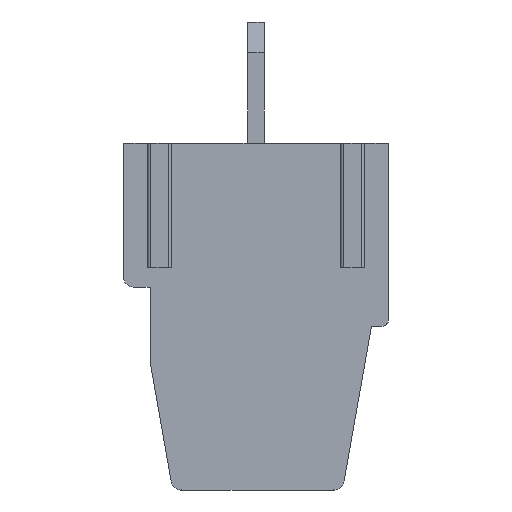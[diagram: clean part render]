
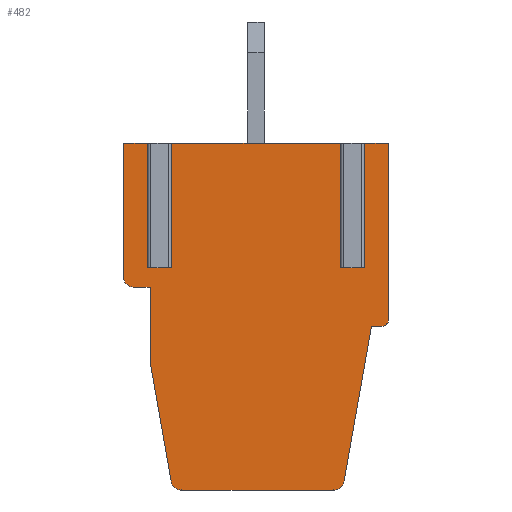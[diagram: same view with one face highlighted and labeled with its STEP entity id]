
A CAD part, front view. The second image highlights one B-rep face of the part: STEP entity #482.
In plain terms, the highlighted planar face has unit normal (0, -1, 0).
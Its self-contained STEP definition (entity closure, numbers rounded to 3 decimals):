
#482 = ADVANCED_FACE( '', ( #1336 ), #1337, .F. );
#1336 = FACE_OUTER_BOUND( '', #2609, .T. );
#1337 = PLANE( '', #2610 );
#2609 = EDGE_LOOP( '', ( #4039, #4040, #4041, #4042, #4043, #4044, #4045, #4046, #4047, #4048, #4049, #4050, #4051, #4052, #4053, #4054, #4055, #4056, #4057, #4058, #4059 ) );
#2610 = AXIS2_PLACEMENT_3D( '', #4060, #4061, #4062 );
#4039 = ORIENTED_EDGE( '', *, *, #7809, .T. );
#4040 = ORIENTED_EDGE( '', *, *, #7810, .T. );
#4041 = ORIENTED_EDGE( '', *, *, #7811, .F. );
#4042 = ORIENTED_EDGE( '', *, *, #7812, .T. );
#4043 = ORIENTED_EDGE( '', *, *, #7813, .T. );
#4044 = ORIENTED_EDGE( '', *, *, #7814, .T. );
#4045 = ORIENTED_EDGE( '', *, *, #7815, .F. );
#4046 = ORIENTED_EDGE( '', *, *, #7816, .T. );
#4047 = ORIENTED_EDGE( '', *, *, #7817, .T. );
#4048 = ORIENTED_EDGE( '', *, *, #7818, .T. );
#4049 = ORIENTED_EDGE( '', *, *, #7819, .T. );
#4050 = ORIENTED_EDGE( '', *, *, #7820, .F. );
#4051 = ORIENTED_EDGE( '', *, *, #7821, .F. );
#4052 = ORIENTED_EDGE( '', *, *, #7822, .F. );
#4053 = ORIENTED_EDGE( '', *, *, #7823, .T. );
#4054 = ORIENTED_EDGE( '', *, *, #7824, .T. );
#4055 = ORIENTED_EDGE( '', *, *, #7825, .T. );
#4056 = ORIENTED_EDGE( '', *, *, #7826, .F. );
#4057 = ORIENTED_EDGE( '', *, *, #7827, .F. );
#4058 = ORIENTED_EDGE( '', *, *, #7828, .T. );
#4059 = ORIENTED_EDGE( '', *, *, #7829, .T. );
#4060 = CARTESIAN_POINT( '', ( 0.298, -40., -4.395 ) );
#4061 = DIRECTION( '', ( 0., 1., 0. ) );
#4062 = DIRECTION( '', ( -1., 0., 0. ) );
#7809 = EDGE_CURVE( '', #9464, #9465, #9466, .T. );
#7810 = EDGE_CURVE( '', #9465, #9467, #9468, .T. );
#7811 = EDGE_CURVE( '', #9469, #9467, #9470, .T. );
#7812 = EDGE_CURVE( '', #9469, #9471, #9472, .F. );
#7813 = EDGE_CURVE( '', #9471, #9473, #9474, .T. );
#7814 = EDGE_CURVE( '', #9473, #9475, #9476, .T. );
#7815 = EDGE_CURVE( '', #9477, #9475, #9478, .T. );
#7816 = EDGE_CURVE( '', #9477, #9479, #9480, .F. );
#7817 = EDGE_CURVE( '', #9479, #9481, #9482, .T. );
#7818 = EDGE_CURVE( '', #9481, #9483, #9484, .T. );
#7819 = EDGE_CURVE( '', #9483, #9485, #9486, .F. );
#7820 = EDGE_CURVE( '', #9487, #9485, #9488, .T. );
#7821 = EDGE_CURVE( '', #9489, #9487, #9490, .T. );
#7822 = EDGE_CURVE( '', #9491, #9489, #9492, .T. );
#7823 = EDGE_CURVE( '', #9491, #9493, #9494, .F. );
#7824 = EDGE_CURVE( '', #9493, #9495, #9496, .T. );
#7825 = EDGE_CURVE( '', #9495, #9497, #9498, .F. );
#7826 = EDGE_CURVE( '', #9499, #9497, #9500, .T. );
#7827 = EDGE_CURVE( '', #9501, #9499, #9502, .T. );
#7828 = EDGE_CURVE( '', #9501, #9503, #9504, .F. );
#7829 = EDGE_CURVE( '', #9503, #9464, #9505, .T. );
#9464 = VERTEX_POINT( '', #11866 );
#9465 = VERTEX_POINT( '', #11867 );
#9466 = LINE( '', #11868, #11869 );
#9467 = VERTEX_POINT( '', #11870 );
#9468 = LINE( '', #11871, #11872 );
#9469 = VERTEX_POINT( '', #11873 );
#9470 = LINE( '', #11874, #11875 );
#9471 = VERTEX_POINT( '', #11876 );
#9472 = LINE( '', #11877, #11878 );
#9473 = VERTEX_POINT( '', #11879 );
#9474 = LINE( '', #11880, #11881 );
#9475 = VERTEX_POINT( '', #11882 );
#9476 = LINE( '', #11883, #11884 );
#9477 = VERTEX_POINT( '', #11885 );
#9478 = LINE( '', #11886, #11887 );
#9479 = VERTEX_POINT( '', #11888 );
#9480 = LINE( '', #11889, #11890 );
#9481 = VERTEX_POINT( '', #11891 );
#9482 = LINE( '', #11892, #11893 );
#9483 = VERTEX_POINT( '', #11894 );
#9484 = LINE( '', #11895, #11896 );
#9485 = VERTEX_POINT( '', #11897 );
#9486 = CIRCLE( '', #11898, 0.298 );
#9487 = VERTEX_POINT( '', #11899 );
#9488 = LINE( '', #11900, #11901 );
#9489 = VERTEX_POINT( '', #11902 );
#9490 = LINE( '', #11903, #11904 );
#9491 = VERTEX_POINT( '', #11905 );
#9492 = LINE( '', #11906, #11907 );
#9493 = VERTEX_POINT( '', #11908 );
#9494 = CIRCLE( '', #11909, 0.298 );
#9495 = VERTEX_POINT( '', #11910 );
#9496 = LINE( '', #11911, #11912 );
#9497 = VERTEX_POINT( '', #11913 );
#9498 = CIRCLE( '', #11914, 0.298 );
#9499 = VERTEX_POINT( '', #11915 );
#9500 = LINE( '', #11916, #11917 );
#9501 = VERTEX_POINT( '', #11918 );
#9502 = LINE( '', #11919, #11920 );
#9503 = VERTEX_POINT( '', #11921 );
#9504 = CIRCLE( '', #11922, 0.198 );
#9505 = LINE( '', #11923, #11924 );
#11866 = CARTESIAN_POINT( '', ( 8.096, -40., 0. ) );
#11867 = CARTESIAN_POINT( '', ( 7.37, -40., 0. ) );
#11868 = CARTESIAN_POINT( '', ( 3.497, -40., 0. ) );
#11869 = VECTOR( '', #14961, 1000. );
#11870 = CARTESIAN_POINT( '', ( 7.37, -40., -3.8 ) );
#11871 = CARTESIAN_POINT( '', ( 7.37, -40., 0. ) );
#11872 = VECTOR( '', #14962, 1000. );
#11873 = CARTESIAN_POINT( '', ( 6.63, -40., -3.8 ) );
#11874 = CARTESIAN_POINT( '', ( 6.68, -40., -3.8 ) );
#11875 = VECTOR( '', #14963, 1000. );
#11876 = CARTESIAN_POINT( '', ( 6.63, -40., 0. ) );
#11877 = CARTESIAN_POINT( '', ( 6.63, -40., 0. ) );
#11878 = VECTOR( '', #14964, 1000. );
#11879 = CARTESIAN_POINT( '', ( 1.47, -40., 0. ) );
#11880 = CARTESIAN_POINT( '', ( 3.497, -40., 0. ) );
#11881 = VECTOR( '', #14965, 1000. );
#11882 = CARTESIAN_POINT( '', ( 1.47, -40., -3.8 ) );
#11883 = CARTESIAN_POINT( '', ( 1.47, -40., 0. ) );
#11884 = VECTOR( '', #14966, 1000. );
#11885 = CARTESIAN_POINT( '', ( 0.73, -40., -3.8 ) );
#11886 = CARTESIAN_POINT( '', ( 0.78, -40., -3.8 ) );
#11887 = VECTOR( '', #14967, 1000. );
#11888 = CARTESIAN_POINT( '', ( 0.73, -40., 0. ) );
#11889 = CARTESIAN_POINT( '', ( 0.73, -40., 0. ) );
#11890 = VECTOR( '', #14968, 1000. );
#11891 = CARTESIAN_POINT( '', ( 0., -40., 0. ) );
#11892 = CARTESIAN_POINT( '', ( 3.497, -40., 0. ) );
#11893 = VECTOR( '', #14969, 1000. );
#11894 = CARTESIAN_POINT( '', ( 0., -40., -4.098 ) );
#11895 = CARTESIAN_POINT( '', ( 0., -40., 0. ) );
#11896 = VECTOR( '', #14970, 1000. );
#11897 = CARTESIAN_POINT( '', ( 0.298, -40., -4.395 ) );
#11898 = AXIS2_PLACEMENT_3D( '', #14971, #14972, #14973 );
#11899 = CARTESIAN_POINT( '', ( 0.814, -40., -4.395 ) );
#11900 = CARTESIAN_POINT( '', ( 0.814, -40., -4.395 ) );
#11901 = VECTOR( '', #14974, 1000. );
#11902 = CARTESIAN_POINT( '', ( 0.814, -40., -6.704 ) );
#11903 = CARTESIAN_POINT( '', ( 0.814, -40., -6.704 ) );
#11904 = VECTOR( '', #14975, 1000. );
#11905 = CARTESIAN_POINT( '', ( 1.451, -40., -10.317 ) );
#11906 = CARTESIAN_POINT( '', ( 1.498, -40., -10.587 ) );
#11907 = VECTOR( '', #14976, 1000. );
#11908 = CARTESIAN_POINT( '', ( 1.748, -40., -10.6 ) );
#11909 = AXIS2_PLACEMENT_3D( '', #14977, #14978, #14979 );
#11910 = CARTESIAN_POINT( '', ( 6.448, -40., -10.6 ) );
#11911 = CARTESIAN_POINT( '', ( 4.098, -40., -10.6 ) );
#11912 = VECTOR( '', #14980, 1000. );
#11913 = CARTESIAN_POINT( '', ( 6.745, -40., -10.317 ) );
#11914 = AXIS2_PLACEMENT_3D( '', #14981, #14982, #14983 );
#11915 = CARTESIAN_POINT( '', ( 7.577, -40., -5.596 ) );
#11916 = CARTESIAN_POINT( '', ( 7.577, -40., -5.596 ) );
#11917 = VECTOR( '', #14984, 1000. );
#11918 = CARTESIAN_POINT( '', ( 7.898, -40., -5.596 ) );
#11919 = CARTESIAN_POINT( '', ( 8.096, -40., -5.596 ) );
#11920 = VECTOR( '', #14985, 1000. );
#11921 = CARTESIAN_POINT( '', ( 8.096, -40., -5.398 ) );
#11922 = AXIS2_PLACEMENT_3D( '', #14986, #14987, #14988 );
#11923 = CARTESIAN_POINT( '', ( 8.096, -40., 0. ) );
#11924 = VECTOR( '', #14989, 1000. );
#14961 = DIRECTION( '', ( -1., 0., 0. ) );
#14962 = DIRECTION( '', ( 0., 0., -1. ) );
#14963 = DIRECTION( '', ( 1., 0., 0. ) );
#14964 = DIRECTION( '', ( 0., 0., -1. ) );
#14965 = DIRECTION( '', ( -1., 0., 0. ) );
#14966 = DIRECTION( '', ( 0., 0., -1. ) );
#14967 = DIRECTION( '', ( 1., 0., 0. ) );
#14968 = DIRECTION( '', ( 0., 0., -1. ) );
#14969 = DIRECTION( '', ( -1., 0., 0. ) );
#14970 = DIRECTION( '', ( 0., 0., -1. ) );
#14971 = CARTESIAN_POINT( '', ( 0.298, -40., -4.098 ) );
#14972 = DIRECTION( '', ( 0., 1., 0. ) );
#14973 = DIRECTION( '', ( 0., 0., 1. ) );
#14974 = DIRECTION( '', ( -1., 0., 0. ) );
#14975 = DIRECTION( '', ( 0., 0., 1. ) );
#14976 = DIRECTION( '', ( -0.174, 0., 0.985 ) );
#14977 = CARTESIAN_POINT( '', ( 1.748, -40., -10.302 ) );
#14978 = DIRECTION( '', ( 0., 1., 0. ) );
#14979 = DIRECTION( '', ( 0., 0., 1. ) );
#14980 = DIRECTION( '', ( 1., 0., 0. ) );
#14981 = CARTESIAN_POINT( '', ( 6.448, -40., -10.302 ) );
#14982 = DIRECTION( '', ( 0., 1., 0. ) );
#14983 = DIRECTION( '', ( 0., 0., 1. ) );
#14984 = DIRECTION( '', ( -0.174, 0., -0.985 ) );
#14985 = DIRECTION( '', ( -1., 0., 0. ) );
#14986 = CARTESIAN_POINT( '', ( 7.898, -40., -5.398 ) );
#14987 = DIRECTION( '', ( 0., 1., 0. ) );
#14988 = DIRECTION( '', ( 0., 0., 1. ) );
#14989 = DIRECTION( '', ( 0., 0., 1. ) );
